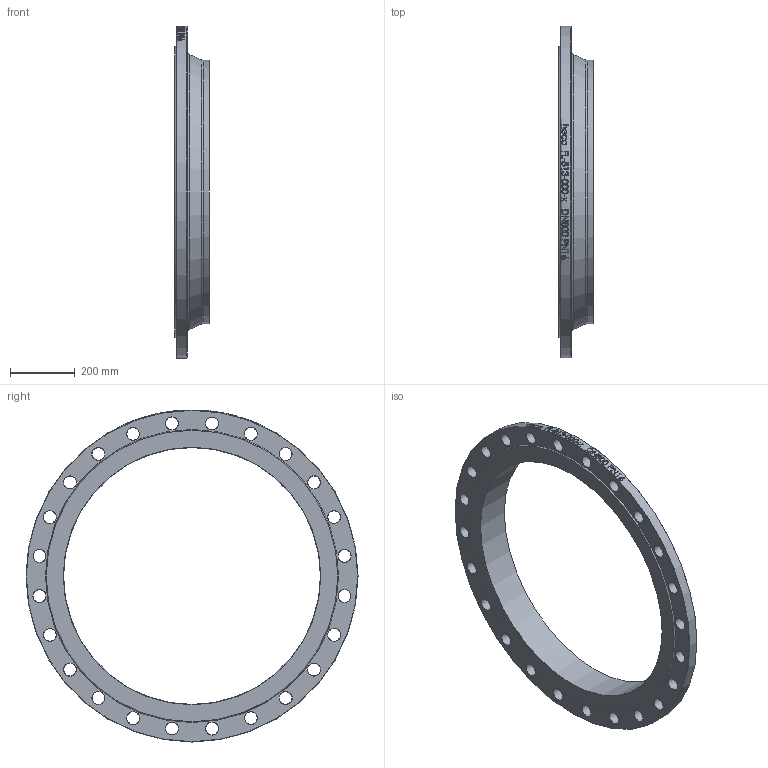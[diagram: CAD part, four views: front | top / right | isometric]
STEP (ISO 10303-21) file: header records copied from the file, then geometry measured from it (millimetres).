
FILE_DESCRIPTION (( 'STEP AP214' ), '1' );
FILE_NAME ('FL-813-000-x Vorschweissflansch DN800 PN16 iso DIN2633 2009.STEP', '2020-09-22T11:09:12', ( '' ), ( '' ), 'SwSTEP 2.0', 'SolidWorks 2019', '' );
FILE_SCHEMA (( 'AUTOMOTIVE_DESIGN' ));
Length unit declared in the file: millimetre
Products named in the file (1): FL-813-000-x Vorschweissflansch DN800 PN16 iso DIN2633 2009
Bounding box: 105 x 1025 x 1025 mm (x, y, z)
Volume: 13699355.8 mm3; surface area: 1198334.7 mm2
Topology: 1 solids, 1 shells, 125 faces, 476 edges, 393 vertices
Faces by surface type: cylinder 66, cone 53, plane 4, torus 2
Full cylindrical faces by diameter (mm): 39 x24, 793 x1, 813 x1, 1025 x1
Entity records: 14297 total; most frequent: CARTESIAN_POINT 10390, ORIENTED_EDGE 730, DIRECTION 603, VERTEX_POINT 365, EDGE_CURVE 365, EDGE_LOOP 298, AXIS2_PLACEMENT_3D 283, B_SPLINE_CURVE_WITH_KNOTS 171
